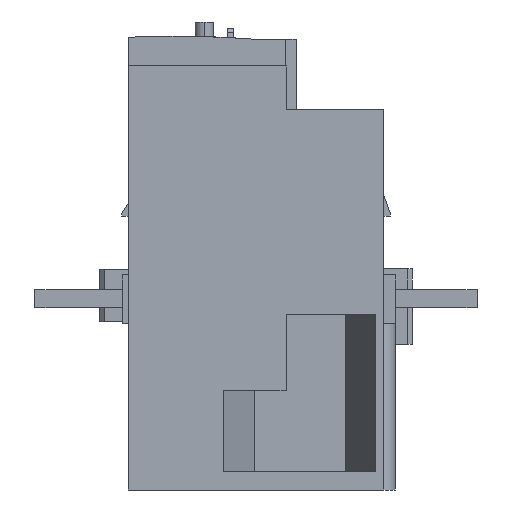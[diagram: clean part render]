
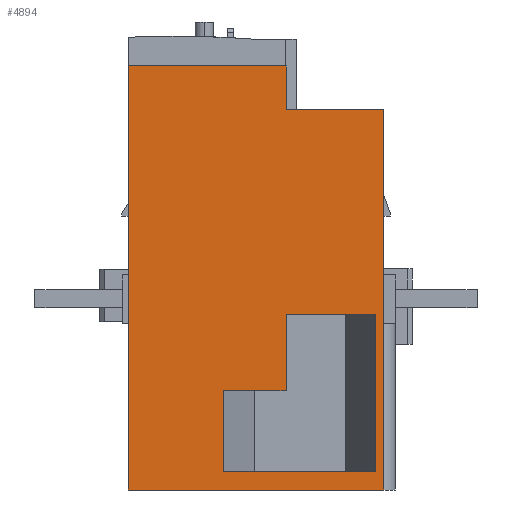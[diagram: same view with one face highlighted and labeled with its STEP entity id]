
A CAD part, left-side view. The second image highlights one B-rep face of the part: STEP entity #4894.
In plain terms, the highlighted planar face has unit normal (-1, 0, 0).
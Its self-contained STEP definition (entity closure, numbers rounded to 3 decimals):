
#4787 = EDGE_CURVE ( 'NONE', #4872, #4866, #21367, .T. ) ;
#4866 = VERTEX_POINT ( 'NONE', #21499 ) ;
#4872 = VERTEX_POINT ( 'NONE', #21489 ) ;
#4876 = ORIENTED_EDGE ( 'NONE', *, *, #4877, .F. ) ;
#4877 = EDGE_CURVE ( 'NONE', #4878, #4905, #21549, .T. ) ;
#4878 = VERTEX_POINT ( 'NONE', #21545 ) ;
#4879 = ORIENTED_EDGE ( 'NONE', *, *, #4880, .T. ) ;
#4880 = EDGE_CURVE ( 'NONE', #4878, #4881, #21544, .T. ) ;
#4881 = VERTEX_POINT ( 'NONE', #21540 ) ;
#4882 = ORIENTED_EDGE ( 'NONE', *, *, #4883, .F. ) ;
#4883 = EDGE_CURVE ( 'NONE', #4899, #4881, #21539, .T. ) ;
#4884 = EDGE_LOOP ( 'NONE', ( #4885, #4888, #4889, #4949, #4952, #4955 ) ) ;
#4885 = ORIENTED_EDGE ( 'NONE', *, *, #4886, .F. ) ;
#4886 = EDGE_CURVE ( 'NONE', #4866, #4887, #21535, .T. ) ;
#4887 = VERTEX_POINT ( 'NONE', #21531 ) ;
#4888 = ORIENTED_EDGE ( 'NONE', *, *, #4787, .F. ) ;
#4889 = ORIENTED_EDGE ( 'NONE', *, *, #4890, .F. ) ;
#4890 = EDGE_CURVE ( 'NONE', #4948, #4872, #21530, .T. ) ;
#4894 = ADVANCED_FACE ( 'NONE', ( #21582, #21581 ), #21580, .F. ) ;
#4895 = EDGE_LOOP ( 'NONE', ( #4896, #4900, #4903, #4876, #4879, #4882 ) ) ;
#4896 = ORIENTED_EDGE ( 'NONE', *, *, #4897, .F. ) ;
#4897 = EDGE_CURVE ( 'NONE', #4898, #4899, #21575, .T. ) ;
#4898 = VERTEX_POINT ( 'NONE', #21571 ) ;
#4899 = VERTEX_POINT ( 'NONE', #21570 ) ;
#4900 = ORIENTED_EDGE ( 'NONE', *, *, #4901, .T. ) ;
#4901 = EDGE_CURVE ( 'NONE', #4898, #4902, #21569, .T. ) ;
#4902 = VERTEX_POINT ( 'NONE', #21565 ) ;
#4903 = ORIENTED_EDGE ( 'NONE', *, *, #4904, .F. ) ;
#4904 = EDGE_CURVE ( 'NONE', #4905, #4902, #21564, .T. ) ;
#4905 = VERTEX_POINT ( 'NONE', #21560 ) ;
#4948 = VERTEX_POINT ( 'NONE', #21614 ) ;
#4949 = ORIENTED_EDGE ( 'NONE', *, *, #4950, .F. ) ;
#4950 = EDGE_CURVE ( 'NONE', #4951, #4948, #21680, .T. ) ;
#4951 = VERTEX_POINT ( 'NONE', #21676 ) ;
#4952 = ORIENTED_EDGE ( 'NONE', *, *, #4953, .F. ) ;
#4953 = EDGE_CURVE ( 'NONE', #4954, #4951, #21675, .T. ) ;
#4954 = VERTEX_POINT ( 'NONE', #21671 ) ;
#4955 = ORIENTED_EDGE ( 'NONE', *, *, #4956, .F. ) ;
#4956 = EDGE_CURVE ( 'NONE', #4887, #4954, #21670, .T. ) ;
#21364 = DIRECTION ( 'NONE',  ( 0., 0., 1. ) ) ;
#21365 = VECTOR ( 'NONE', #21364, 1000. ) ;
#21366 = CARTESIAN_POINT ( 'NONE',  ( -275.325, -167.454, -52.1 ) ) ;
#21367 = LINE ( 'NONE', #21366, #21365 ) ;
#21489 = CARTESIAN_POINT ( 'NONE',  ( -275.325, -167.454, -52.1 ) ) ;
#21499 = CARTESIAN_POINT ( 'NONE',  ( -275.325, -167.454, 88.9 ) ) ;
#21527 = DIRECTION ( 'NONE',  ( 0., 1., 0. ) ) ;
#21528 = VECTOR ( 'NONE', #21527, 1000. ) ;
#21529 = CARTESIAN_POINT ( 'NONE',  ( -275.325, -252.454, -52.1 ) ) ;
#21530 = LINE ( 'NONE', #21529, #21528 ) ;
#21531 = CARTESIAN_POINT ( 'NONE',  ( -275.325, -219.954, 88.9 ) ) ;
#21532 = DIRECTION ( 'NONE',  ( 0., -1., 0. ) ) ;
#21533 = VECTOR ( 'NONE', #21532, 1000. ) ;
#21534 = CARTESIAN_POINT ( 'NONE',  ( -275.325, -183.054, 88.9 ) ) ;
#21535 = LINE ( 'NONE', #21534, #21533 ) ;
#21536 = DIRECTION ( 'NONE',  ( 0., 0., -1. ) ) ;
#21537 = VECTOR ( 'NONE', #21536, 1000. ) ;
#21538 = CARTESIAN_POINT ( 'NONE',  ( -275.325, -199.054, -251.2 ) ) ;
#21539 = LINE ( 'NONE', #21538, #21537 ) ;
#21540 = CARTESIAN_POINT ( 'NONE',  ( -275.325, -199.054, -46.1 ) ) ;
#21541 = DIRECTION ( 'NONE',  ( 0., 1., 0. ) ) ;
#21542 = VECTOR ( 'NONE', #21541, 1000. ) ;
#21543 = CARTESIAN_POINT ( 'NONE',  ( -275.325, -183.054, -46.1 ) ) ;
#21544 = LINE ( 'NONE', #21543, #21542 ) ;
#21545 = CARTESIAN_POINT ( 'NONE',  ( -275.325, -249.854, -46.1 ) ) ;
#21546 = DIRECTION ( 'NONE',  ( 0., 0., 1. ) ) ;
#21547 = VECTOR ( 'NONE', #21546, 1000. ) ;
#21548 = CARTESIAN_POINT ( 'NONE',  ( -275.325, -249.854, -251.2 ) ) ;
#21549 = LINE ( 'NONE', #21548, #21547 ) ;
#21560 = CARTESIAN_POINT ( 'NONE',  ( -275.325, -249.854, 6.3 ) ) ;
#21561 = DIRECTION ( 'NONE',  ( 0., 1., 0. ) ) ;
#21562 = VECTOR ( 'NONE', #21561, 1000. ) ;
#21563 = CARTESIAN_POINT ( 'NONE',  ( -275.325, -183.054, 6.3 ) ) ;
#21564 = LINE ( 'NONE', #21563, #21562 ) ;
#21565 = CARTESIAN_POINT ( 'NONE',  ( -275.325, -219.954, 6.3 ) ) ;
#21566 = DIRECTION ( 'NONE',  ( 0., 0., 1. ) ) ;
#21567 = VECTOR ( 'NONE', #21566, 1000. ) ;
#21568 = CARTESIAN_POINT ( 'NONE',  ( -275.325, -219.954, -251.2 ) ) ;
#21569 = LINE ( 'NONE', #21568, #21567 ) ;
#21570 = CARTESIAN_POINT ( 'NONE',  ( -275.325, -199.054, -19.1 ) ) ;
#21571 = CARTESIAN_POINT ( 'NONE',  ( -275.325, -219.954, -19.1 ) ) ;
#21572 = DIRECTION ( 'NONE',  ( 0., 1., 0. ) ) ;
#21573 = VECTOR ( 'NONE', #21572, 1000. ) ;
#21574 = CARTESIAN_POINT ( 'NONE',  ( -275.325, -183.054, -19.1 ) ) ;
#21575 = LINE ( 'NONE', #21574, #21573 ) ;
#21576 = DIRECTION ( 'NONE',  ( 0., 0., -1. ) ) ;
#21577 = DIRECTION ( 'NONE',  ( 1., 0., 0. ) ) ;
#21578 = CARTESIAN_POINT ( 'NONE',  ( -275.325, -183.054, -251.2 ) ) ;
#21579 = AXIS2_PLACEMENT_3D ( 'NONE', #21578, #21577, #21576 ) ;
#21580 = PLANE ( 'NONE',  #21579 ) ;
#21581 = FACE_OUTER_BOUND ( 'NONE', #4884, .T. ) ;
#21582 = FACE_BOUND ( 'NONE', #4895, .T. ) ;
#21614 = CARTESIAN_POINT ( 'NONE',  ( -275.325, -252.454, -52.1 ) ) ;
#21667 = DIRECTION ( 'NONE',  ( 0., 0., -1. ) ) ;
#21668 = VECTOR ( 'NONE', #21667, 1000. ) ;
#21669 = CARTESIAN_POINT ( 'NONE',  ( -275.325, -219.954, 74.3 ) ) ;
#21670 = LINE ( 'NONE', #21669, #21668 ) ;
#21671 = CARTESIAN_POINT ( 'NONE',  ( -275.325, -219.954, 74.3 ) ) ;
#21672 = DIRECTION ( 'NONE',  ( 0., -1., 0. ) ) ;
#21673 = VECTOR ( 'NONE', #21672, 1000. ) ;
#21674 = CARTESIAN_POINT ( 'NONE',  ( -275.325, -219.954, 74.3 ) ) ;
#21675 = LINE ( 'NONE', #21674, #21673 ) ;
#21676 = CARTESIAN_POINT ( 'NONE',  ( -275.325, -252.454, 74.3 ) ) ;
#21677 = DIRECTION ( 'NONE',  ( 0., 0., -1. ) ) ;
#21678 = VECTOR ( 'NONE', #21677, 1000. ) ;
#21679 = CARTESIAN_POINT ( 'NONE',  ( -275.325, -252.454, 74.3 ) ) ;
#21680 = LINE ( 'NONE', #21679, #21678 ) ;
